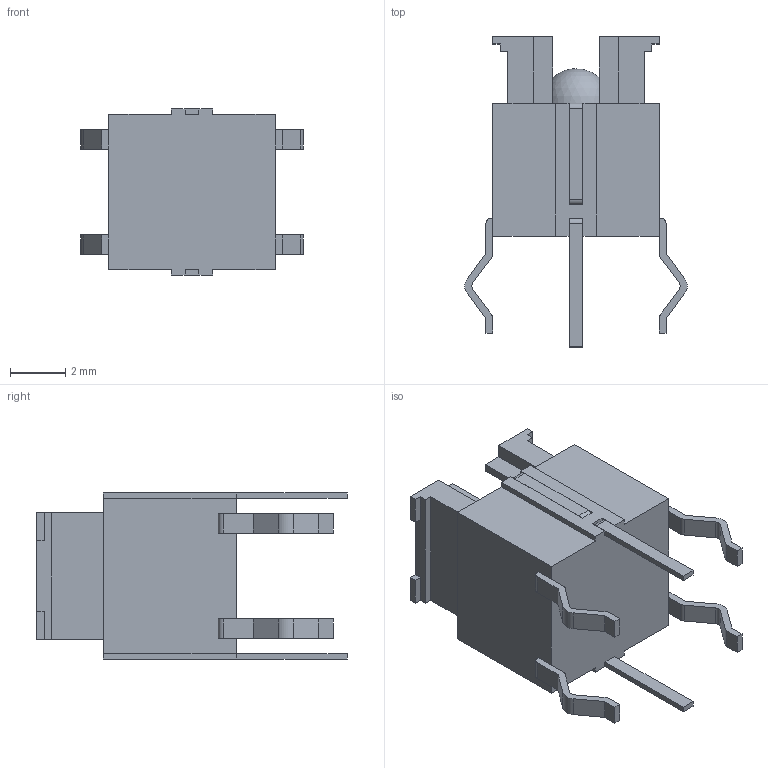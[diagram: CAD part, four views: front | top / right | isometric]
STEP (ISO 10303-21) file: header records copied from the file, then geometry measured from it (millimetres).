
FILE_DESCRIPTION (( 'STEP AP214' ), '1' );
FILE_NAME ('TL1240GQ.STEP', '2021-08-22T10:45:00', ( '' ), ( '' ), 'SwSTEP 2.0', 'SolidWorks 2021', '' );
FILE_SCHEMA (( 'AUTOMOTIVE_DESIGN' ));
Length unit declared in the file: millimetre
Products named in the file (1): TL1240GQ
Bounding box: 8.03 x 11.2 x 6 mm (x, y, z)
Volume: 192.9 mm3; surface area: 334.4 mm2
Topology: 9 solids, 9 shells, 176 faces, 469 edges, 312 vertices
Faces by surface type: plane 149, cylinder 26, sphere 1
Entity records: 6693 total; most frequent: CARTESIAN_POINT 953, ORIENTED_EDGE 932, DIRECTION 874, EDGE_CURVE 466, LINE 412, VECTOR 412, VERTEX_POINT 310, AXIS2_PLACEMENT_3D 231
